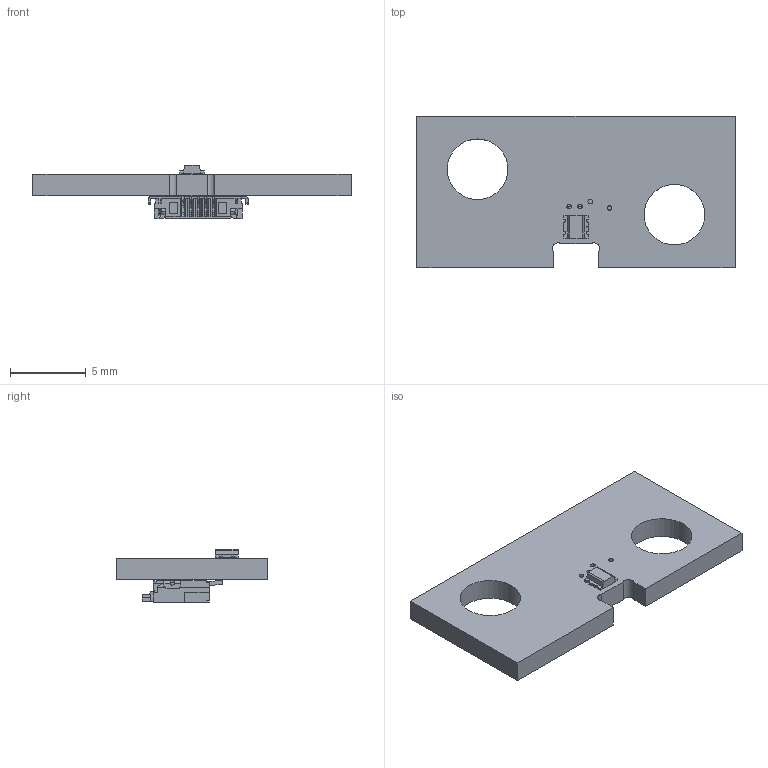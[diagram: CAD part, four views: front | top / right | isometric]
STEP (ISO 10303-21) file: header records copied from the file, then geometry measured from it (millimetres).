
FILE_DESCRIPTION(('STEP AP214'),'1');
FILE_NAME('PCB-SB0101-LED Rev_BoardAndModels.step','2025-06-13T15:36:31',(' '),(' '),'Spatial InterOp 3D','XD3DPlugin XRACreate',' ');
FILE_SCHEMA(('automotive_design'));
Length unit declared in the file: millimetre
Products named in the file (9): DesignRootModel; uid__9223372036924875115; Submodel-CF50051D0R0-05-NH.STEP; CF50051D0R0-05-NH.STEP; Submodel-CF5005FD0R0-05-NH_part_CF5005FD0R0-05-NH; Submodel-LTST-C195TBJRKT.STEP; LTST-C195TBJRKT.STEP; Submodel-QBLP600-RGB-2897_part_QBLP600-RGB-2897; PCB-SB0101-LED Rev_BoardAndModels
Assembly tree (8 placements, depth 5):
  PCB-SB0101-LED Rev_BoardAndModels
    DesignRootModel
      uid__9223372036924875115
      Submodel-CF5005FD0R0-05-NH_part_CF5005FD0R0-05-NH
        Submodel-CF50051D0R0-05-NH.STEP
          CF50051D0R0-05-NH.STEP
      Submodel-QBLP600-RGB-2897_part_QBLP600-RGB-2897
        Submodel-LTST-C195TBJRKT.STEP
          LTST-C195TBJRKT.STEP
Bounding box: 21 x 10 x 3.52 mm (x, y, z)
Volume: 281.8 mm3; surface area: 684.2 mm2
Topology: 6 solids, 6 shells, 773 faces, 2379 edges, 1558 vertices
Faces by surface type: plane 559, cylinder 206, bspline 8
Full cylindrical faces by diameter (mm): 0.305 x4, 4 x2
Entity records: 33242 total; most frequent: CARTESIAN_POINT 5126, ORIENTED_EDGE 4746, DIRECTION 4341, EDGE_CURVE 2373, LINE 1947, VECTOR 1947, VERTEX_POINT 1558, AXIS2_PLACEMENT_3D 1197
